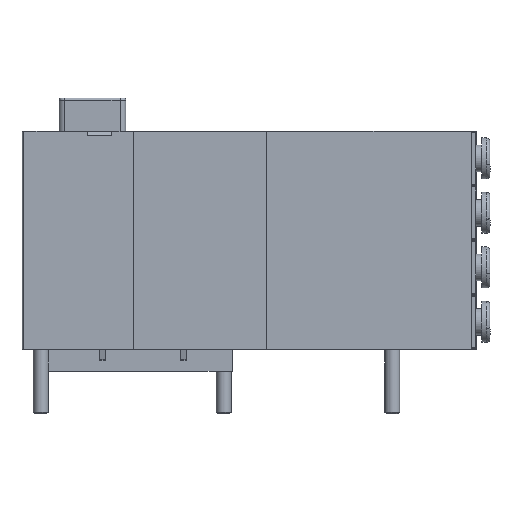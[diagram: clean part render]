
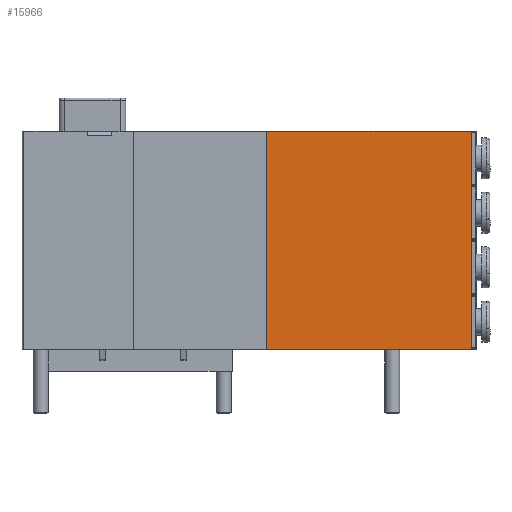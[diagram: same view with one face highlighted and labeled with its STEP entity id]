
A CAD part, front view. The second image highlights one B-rep face of the part: STEP entity #15966.
In plain terms, the highlighted planar face has unit normal (0, -1, 0).
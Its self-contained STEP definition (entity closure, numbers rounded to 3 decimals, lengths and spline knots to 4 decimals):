
#498 = CARTESIAN_POINT ( 'NONE',  ( 2.5787, 0., 0. ) ) ;
#1623 = ORIENTED_EDGE ( 'NONE', *, *, #5054, .T. ) ;
#2149 = CARTESIAN_POINT ( 'NONE',  ( 4.7362, 0., 2.2992 ) ) ;
#5054 = EDGE_CURVE ( 'NONE', #39145, #29161, #32313, .T. ) ;
#5289 = CARTESIAN_POINT ( 'NONE',  ( 2.5787, 0., 2.2992 ) ) ;
#5528 = ORIENTED_EDGE ( 'NONE', *, *, #22978, .F. ) ;
#6413 = AXIS2_PLACEMENT_3D ( 'NONE', #23129, #11322, #27323 ) ;
#7352 = FACE_OUTER_BOUND ( 'NONE', #34695, .T. ) ;
#7741 = CARTESIAN_POINT ( 'NONE',  ( 4.7362, 0., 0. ) ) ;
#8658 = DIRECTION ( 'NONE',  ( 1., 0., 0. ) ) ;
#10504 = LINE ( 'NONE', #11034, #31996 ) ;
#11034 = CARTESIAN_POINT ( 'NONE',  ( 4.7362, 0., 2.2992 ) ) ;
#11322 = DIRECTION ( 'NONE',  ( 0., 1., 0. ) ) ;
#11846 = DIRECTION ( 'NONE',  ( 1., 0., 0. ) ) ;
#15966 = ADVANCED_FACE ( 'NONE', ( #7352 ), #43350, .F. ) ;
#18455 = ORIENTED_EDGE ( 'NONE', *, *, #25931, .F. ) ;
#22110 = VECTOR ( 'NONE', #11846, 39.3701 ) ;
#22692 = EDGE_CURVE ( 'NONE', #50366, #39145, #28917, .T. ) ;
#22978 = EDGE_CURVE ( 'NONE', #26445, #29161, #10504, .T. ) ;
#23129 = CARTESIAN_POINT ( 'NONE',  ( 2.5787, 0., 2.2992 ) ) ;
#25931 = EDGE_CURVE ( 'NONE', #50366, #26445, #28879, .T. ) ;
#26445 = VERTEX_POINT ( 'NONE', #2149 ) ;
#27323 = DIRECTION ( 'NONE',  ( 0., 0., 1. ) ) ;
#27423 = DIRECTION ( 'NONE',  ( 0., 0., -1. ) ) ;
#28879 = LINE ( 'NONE', #36501, #35379 ) ;
#28917 = LINE ( 'NONE', #36291, #40328 ) ;
#29161 = VERTEX_POINT ( 'NONE', #7741 ) ;
#31996 = VECTOR ( 'NONE', #51466, 39.3701 ) ;
#32313 = LINE ( 'NONE', #498, #22110 ) ;
#34151 = CARTESIAN_POINT ( 'NONE',  ( 2.5787, 0., 0. ) ) ;
#34695 = EDGE_LOOP ( 'NONE', ( #1623, #5528, #18455, #49393 ) ) ;
#35379 = VECTOR ( 'NONE', #8658, 39.3701 ) ;
#36291 = CARTESIAN_POINT ( 'NONE',  ( 2.5787, 0., 2.2992 ) ) ;
#36501 = CARTESIAN_POINT ( 'NONE',  ( 2.5787, 0., 2.2992 ) ) ;
#39145 = VERTEX_POINT ( 'NONE', #34151 ) ;
#40328 = VECTOR ( 'NONE', #27423, 39.3701 ) ;
#43350 = PLANE ( 'NONE',  #6413 ) ;
#49393 = ORIENTED_EDGE ( 'NONE', *, *, #22692, .T. ) ;
#50366 = VERTEX_POINT ( 'NONE', #5289 ) ;
#51466 = DIRECTION ( 'NONE',  ( 0., 0., -1. ) ) ;
